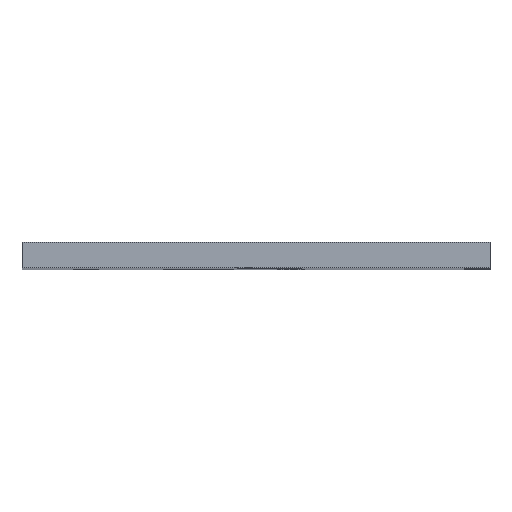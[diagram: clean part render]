
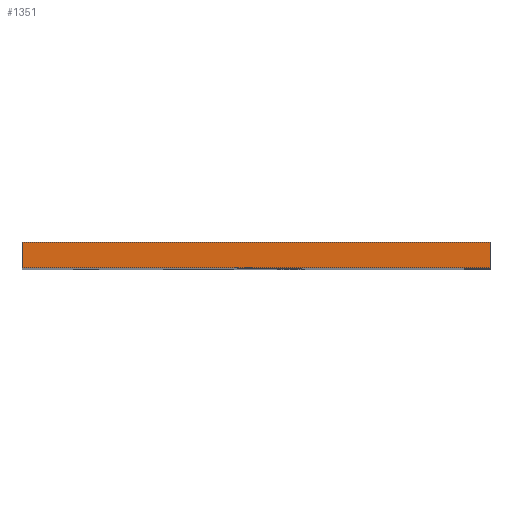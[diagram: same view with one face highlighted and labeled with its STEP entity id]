
A CAD part, top view. The second image highlights one B-rep face of the part: STEP entity #1351.
In plain terms, the highlighted planar face has unit normal (0, 0, 1).
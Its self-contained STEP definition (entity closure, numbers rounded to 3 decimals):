
#115=FACE_OUTER_BOUND('',#179,.T.);
#179=EDGE_LOOP('',(#1089,#1090,#1091,#1092));
#353=LINE('',#2082,#527);
#370=LINE('',#2128,#544);
#371=LINE('',#2130,#545);
#372=LINE('',#2131,#546);
#527=VECTOR('',#1704,10.);
#544=VECTOR('',#1749,10.);
#545=VECTOR('',#1750,10.);
#546=VECTOR('',#1751,10.);
#653=VERTEX_POINT('',#2079);
#654=VERTEX_POINT('',#2081);
#669=VERTEX_POINT('',#2127);
#670=VERTEX_POINT('',#2129);
#825=EDGE_CURVE('',#654,#653,#353,.T.);
#848=EDGE_CURVE('',#653,#669,#370,.T.);
#849=EDGE_CURVE('',#670,#669,#371,.T.);
#850=EDGE_CURVE('',#654,#670,#372,.T.);
#1089=ORIENTED_EDGE('',*,*,#848,.T.);
#1090=ORIENTED_EDGE('',*,*,#849,.F.);
#1091=ORIENTED_EDGE('',*,*,#850,.F.);
#1092=ORIENTED_EDGE('',*,*,#825,.T.);
#1290=PLANE('',#1444);
#1351=ADVANCED_FACE('',(#115),#1290,.F.);
#1444=AXIS2_PLACEMENT_3D('',#2126,#1747,#1748);
#1704=DIRECTION('',(0.,1.,0.));
#1747=DIRECTION('center_axis',(0.,0.,-1.));
#1748=DIRECTION('ref_axis',(-1.,0.,0.));
#1749=DIRECTION('',(-1.,0.,0.));
#1750=DIRECTION('',(0.,1.,0.));
#1751=DIRECTION('',(-1.,0.,0.));
#2079=CARTESIAN_POINT('',(-46.,4.,85.));
#2081=CARTESIAN_POINT('',(-46.,0.,85.));
#2082=CARTESIAN_POINT('',(-46.,0.,85.));
#2126=CARTESIAN_POINT('Origin',(-61.,0.,85.));
#2127=CARTESIAN_POINT('',(-119.,4.,85.));
#2128=CARTESIAN_POINT('',(-58.25,4.,85.));
#2129=CARTESIAN_POINT('',(-119.,0.,85.));
#2130=CARTESIAN_POINT('',(-119.,0.,85.));
#2131=CARTESIAN_POINT('',(-30.5,0.,85.));
